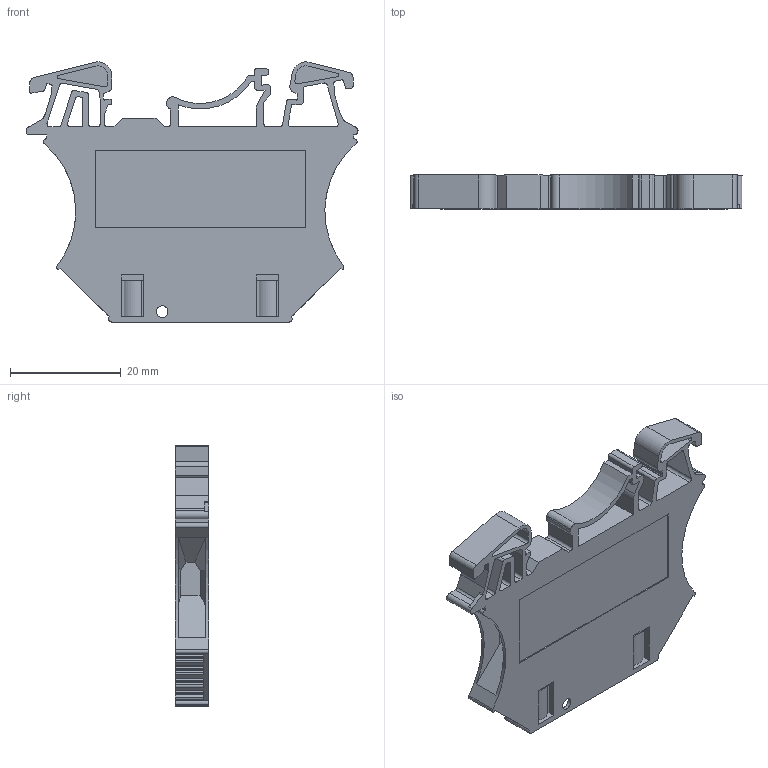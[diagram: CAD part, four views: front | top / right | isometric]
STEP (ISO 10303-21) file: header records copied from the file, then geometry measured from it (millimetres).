
FILE_DESCRIPTION( ( 'STEP AP214' ), '1' );
FILE_NAME( 'CTR4SB.stp', '2023-01-10T03:54:43', ( ' ' ), ( ' ' ), 'XStep 1.0', ' ', ' ' );
FILE_SCHEMA( ( 'CONFIG_CONTROL_DESIGN) ( )' ) );
Length unit declared in the file: metre
Products named in the file (1): CDU4
Bounding box: 60 x 6.1 x 46.99 mm (x, y, z)
Volume: 9214.5 mm3; surface area: 7533.6 mm2
Topology: 1 solids, 1 shells, 366 faces, 1042 edges, 693 vertices
Faces by surface type: plane 241, cylinder 119, torus 6
Full cylindrical faces by diameter (mm): 1.9 x4, 2.1 x2, 3.9 x4
Entity records: 14651 total; most frequent: CARTESIAN_POINT 2080, ORIENTED_EDGE 2034, DIRECTION 2005, EDGE_CURVE 1017, LINE 755, VECTOR 755, VERTEX_POINT 684, AXIS2_PLACEMENT_3D 625
